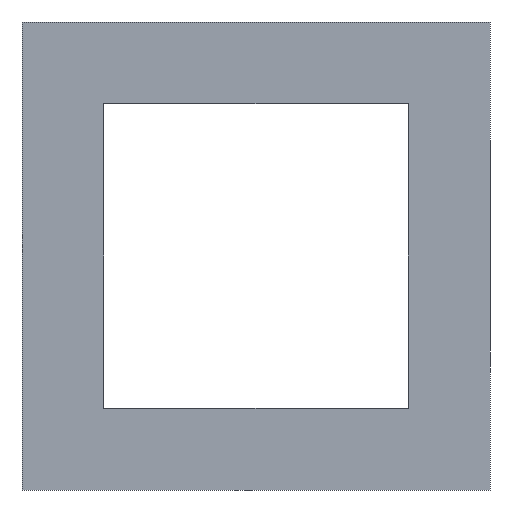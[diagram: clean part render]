
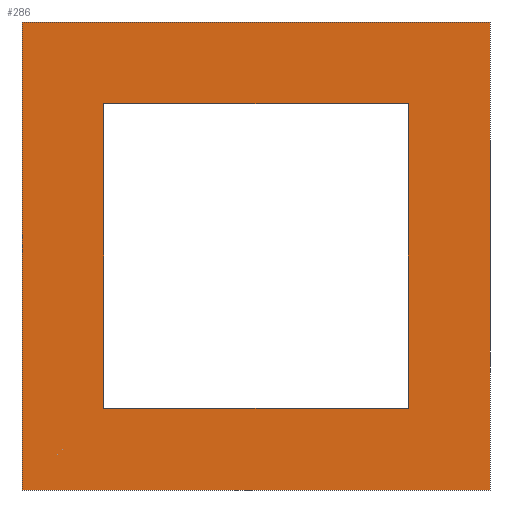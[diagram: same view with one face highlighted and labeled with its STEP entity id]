
A CAD part, front view. The second image highlights one B-rep face of the part: STEP entity #286.
In plain terms, the highlighted planar face has unit normal (0, -1, 0).
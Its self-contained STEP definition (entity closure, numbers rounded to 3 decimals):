
#24=FACE_BOUND('',#72,.T.);
#34=PLANE('',#322);
#48=FACE_OUTER_BOUND('',#71,.T.);
#71=EDGE_LOOP('',(#261,#262,#263,#264));
#72=EDGE_LOOP('',(#265,#266,#267,#268));
#77=LINE('',#425,#105);
#81=LINE('',#433,#109);
#84=LINE('',#439,#112);
#87=LINE('',#444,#115);
#89=LINE('',#449,#117);
#93=LINE('',#457,#121);
#96=LINE('',#463,#124);
#99=LINE('',#468,#127);
#105=VECTOR('',#355,10.);
#109=VECTOR('',#361,10.);
#112=VECTOR('',#366,10.);
#115=VECTOR('',#371,10.);
#117=VECTOR('',#375,10.);
#121=VECTOR('',#381,10.);
#124=VECTOR('',#386,10.);
#127=VECTOR('',#391,10.);
#145=VERTEX_POINT('',#423);
#146=VERTEX_POINT('',#424);
#149=VERTEX_POINT('',#432);
#151=VERTEX_POINT('',#438);
#153=VERTEX_POINT('',#447);
#154=VERTEX_POINT('',#448);
#157=VERTEX_POINT('',#456);
#159=VERTEX_POINT('',#462);
#173=EDGE_CURVE('',#145,#146,#77,.T.);
#177=EDGE_CURVE('',#149,#145,#81,.T.);
#180=EDGE_CURVE('',#151,#149,#84,.T.);
#183=EDGE_CURVE('',#146,#151,#87,.T.);
#185=EDGE_CURVE('',#153,#154,#89,.T.);
#189=EDGE_CURVE('',#154,#157,#93,.T.);
#192=EDGE_CURVE('',#157,#159,#96,.T.);
#195=EDGE_CURVE('',#159,#153,#99,.T.);
#261=ORIENTED_EDGE('',*,*,#195,.T.);
#262=ORIENTED_EDGE('',*,*,#185,.T.);
#263=ORIENTED_EDGE('',*,*,#189,.T.);
#264=ORIENTED_EDGE('',*,*,#192,.T.);
#265=ORIENTED_EDGE('',*,*,#173,.T.);
#266=ORIENTED_EDGE('',*,*,#183,.T.);
#267=ORIENTED_EDGE('',*,*,#180,.T.);
#268=ORIENTED_EDGE('',*,*,#177,.T.);
#286=ADVANCED_FACE('',(#48,#24),#34,.F.);
#322=AXIS2_PLACEMENT_3D('',#471,#395,#396);
#355=DIRECTION('',(0.,0.,1.));
#361=DIRECTION('',(-1.,0.,0.));
#366=DIRECTION('',(0.,0.,-1.));
#371=DIRECTION('',(1.,0.,0.));
#375=DIRECTION('',(0.,0.,-1.));
#381=DIRECTION('',(1.,0.,0.));
#386=DIRECTION('',(0.,0.,1.));
#391=DIRECTION('',(-1.,0.,0.));
#395=DIRECTION('center_axis',(0.,1.,0.));
#396=DIRECTION('ref_axis',(1.,0.,0.));
#423=CARTESIAN_POINT('',(7.,0.,7.));
#424=CARTESIAN_POINT('',(7.,0.,33.));
#425=CARTESIAN_POINT('',(7.,0.,10.));
#432=CARTESIAN_POINT('',(33.,0.,7.));
#433=CARTESIAN_POINT('',(30.,0.,7.));
#438=CARTESIAN_POINT('',(33.,0.,33.));
#439=CARTESIAN_POINT('',(33.,0.,30.));
#444=CARTESIAN_POINT('',(10.,0.,33.));
#447=CARTESIAN_POINT('',(0.,0.,40.));
#448=CARTESIAN_POINT('',(0.,0.,0.));
#449=CARTESIAN_POINT('',(0.,0.,40.));
#456=CARTESIAN_POINT('',(40.,0.,0.));
#457=CARTESIAN_POINT('',(0.,0.,0.));
#462=CARTESIAN_POINT('',(40.,0.,40.));
#463=CARTESIAN_POINT('',(40.,0.,0.));
#468=CARTESIAN_POINT('',(40.,0.,40.));
#471=CARTESIAN_POINT('Origin',(20.,0.,20.));
